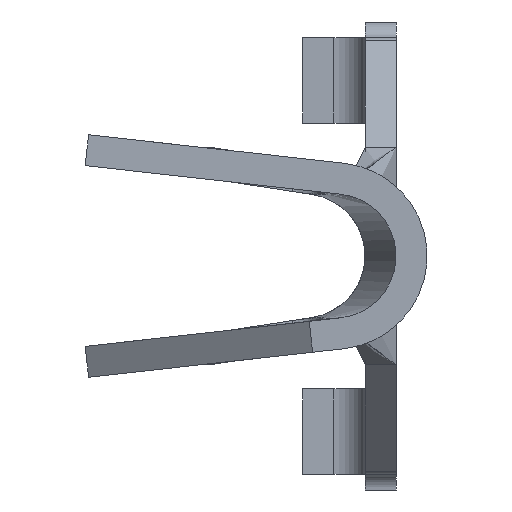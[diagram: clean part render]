
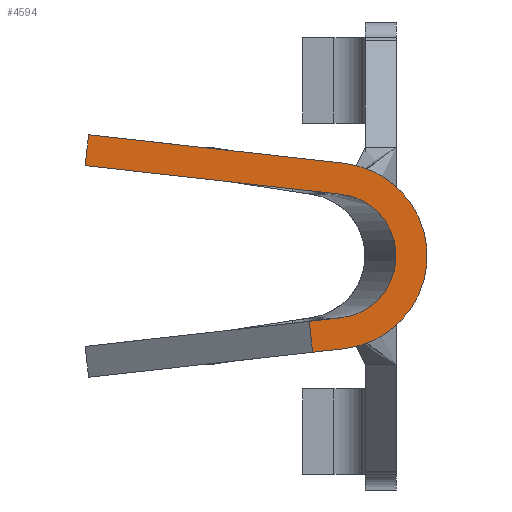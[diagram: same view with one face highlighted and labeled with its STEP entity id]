
A CAD part, left-side view. The second image highlights one B-rep face of the part: STEP entity #4594.
In plain terms, the highlighted planar face has unit normal (-1, 0, 0).
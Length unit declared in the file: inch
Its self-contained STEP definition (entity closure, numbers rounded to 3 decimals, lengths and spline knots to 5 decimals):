
#89 = CARTESIAN_POINT ( 'NONE',  ( -0.467, 0.04, 0. ) ) ;
#126 = CARTESIAN_POINT ( 'NONE',  ( -0.467, 0.0559, -0.04202 ) ) ;
#161 = CARTESIAN_POINT ( 'NONE',  ( -0.467, 0.04, 0. ) ) ;
#198 = DIRECTION ( 'NONE',  ( 0., 0.994, -0.111 ) ) ;
#252 = ORIENTED_EDGE ( 'NONE', *, *, #592, .T. ) ;
#374 = CARTESIAN_POINT ( 'NONE',  ( -0.467, 0.05368, -0.0619 ) ) ;
#436 = CARTESIAN_POINT ( 'NONE',  ( -0.467, 0.2, 0.05812 ) ) ;
#475 = CARTESIAN_POINT ( 'NONE',  ( -0.467, 0.03556, 0.03975 ) ) ;
#513 = ORIENTED_EDGE ( 'NONE', *, *, #1820, .T. ) ;
#592 = EDGE_CURVE ( 'NONE', #1831, #4753, #1104, .T. ) ;
#674 = DIRECTION ( 'NONE',  ( 0., -0.994, 0.111 ) ) ;
#778 = ORIENTED_EDGE ( 'NONE', *, *, #824, .T. ) ;
#824 = EDGE_CURVE ( 'NONE', #3707, #2747, #2114, .T. ) ;
#1060 = CIRCLE ( 'NONE', #1703, 0.06 ) ;
#1104 = LINE ( 'NONE', #2622, #3880 ) ;
#1105 = EDGE_CURVE ( 'NONE', #4753, #3492, #3839, .T. ) ;
#1145 = AXIS2_PLACEMENT_3D ( 'NONE', #161, #1696, #3196 ) ;
#1167 = EDGE_CURVE ( 'NONE', #2747, #4744, #3517, .T. ) ;
#1179 = ORIENTED_EDGE ( 'NONE', *, *, #4559, .T. ) ;
#1180 = CARTESIAN_POINT ( 'NONE',  ( -0.467, 0.04, 0. ) ) ;
#1185 = CARTESIAN_POINT ( 'NONE',  ( -0.467, 0.03556, -0.03975 ) ) ;
#1246 = CARTESIAN_POINT ( 'NONE',  ( -0.467, 0.03334, -0.05963 ) ) ;
#1365 = VECTOR ( 'NONE', #198, 39.37008 ) ;
#1388 = AXIS2_PLACEMENT_3D ( 'NONE', #89, #1618, #3122 ) ;
#1618 = DIRECTION ( 'NONE',  ( 1., 0., 0. ) ) ;
#1655 = DIRECTION ( 'NONE',  ( 0., -0.111, -0.994 ) ) ;
#1696 = DIRECTION ( 'NONE',  ( -1., 0., 0. ) ) ;
#1703 = AXIS2_PLACEMENT_3D ( 'NONE', #1180, #2695, #4182 ) ;
#1762 = CARTESIAN_POINT ( 'NONE',  ( -0.467, 0.2, 0.05812 ) ) ;
#1820 = EDGE_CURVE ( 'NONE', #4744, #4555, #2591, .T. ) ;
#1831 = VERTEX_POINT ( 'NONE', #4471 ) ;
#1987 = DIRECTION ( 'NONE',  ( 0., 0.111, -0.994 ) ) ;
#2030 = DIRECTION ( 'NONE',  ( 0., -0.994, -0.111 ) ) ;
#2083 = FACE_OUTER_BOUND ( 'NONE', #3704, .T. ) ;
#2114 = LINE ( 'NONE', #3588, #1365 ) ;
#2309 = CARTESIAN_POINT ( 'NONE',  ( -0.467, 0.0559, -0.04202 ) ) ;
#2326 = EDGE_CURVE ( 'NONE', #4555, #1831, #1060, .T. ) ;
#2591 = LINE ( 'NONE', #4071, #2803 ) ;
#2622 = CARTESIAN_POINT ( 'NONE',  ( -0.467, 0.03334, 0.05963 ) ) ;
#2624 = ORIENTED_EDGE ( 'NONE', *, *, #1105, .T. ) ;
#2695 = DIRECTION ( 'NONE',  ( -1., 0., 0. ) ) ;
#2747 = VERTEX_POINT ( 'NONE', #2309 ) ;
#2803 = VECTOR ( 'NONE', #674, 39.37008 ) ;
#2900 = CARTESIAN_POINT ( 'NONE',  ( -0.467, 0.03556, 0.03975 ) ) ;
#3041 = CARTESIAN_POINT ( 'NONE',  ( -0.467, 0.19778, 0.078 ) ) ;
#3122 = DIRECTION ( 'NONE',  ( 0., 0., 1. ) ) ;
#3196 = DIRECTION ( 'NONE',  ( 0., 0., 1. ) ) ;
#3231 = ORIENTED_EDGE ( 'NONE', *, *, #2326, .T. ) ;
#3450 = ORIENTED_EDGE ( 'NONE', *, *, #1167, .T. ) ;
#3492 = VERTEX_POINT ( 'NONE', #1762 ) ;
#3500 = VERTEX_POINT ( 'NONE', #2900 ) ;
#3501 = CIRCLE ( 'NONE', #1388, 0.04 ) ;
#3517 = LINE ( 'NONE', #126, #3883 ) ;
#3551 = PLANE ( 'NONE',  #1145 ) ;
#3588 = CARTESIAN_POINT ( 'NONE',  ( -0.467, 0.03556, -0.03975 ) ) ;
#3704 = EDGE_LOOP ( 'NONE', ( #3450, #513, #3231, #252, #2624, #1179, #4614, #778 ) ) ;
#3707 = VERTEX_POINT ( 'NONE', #1185 ) ;
#3839 = LINE ( 'NONE', #436, #4116 ) ;
#3873 = LINE ( 'NONE', #475, #4125 ) ;
#3880 = VECTOR ( 'NONE', #4103, 39.37008 ) ;
#3883 = VECTOR ( 'NONE', #1655, 39.37008 ) ;
#4071 = CARTESIAN_POINT ( 'NONE',  ( -0.467, 0.03334, -0.05963 ) ) ;
#4103 = DIRECTION ( 'NONE',  ( 0., 0.994, 0.111 ) ) ;
#4116 = VECTOR ( 'NONE', #1987, 39.37008 ) ;
#4125 = VECTOR ( 'NONE', #2030, 39.37008 ) ;
#4182 = DIRECTION ( 'NONE',  ( 0., 0., 1. ) ) ;
#4471 = CARTESIAN_POINT ( 'NONE',  ( -0.467, 0.03334, 0.05963 ) ) ;
#4547 = EDGE_CURVE ( 'NONE', #3500, #3707, #3501, .T. ) ;
#4555 = VERTEX_POINT ( 'NONE', #1246 ) ;
#4559 = EDGE_CURVE ( 'NONE', #3492, #3500, #3873, .T. ) ;
#4594 = ADVANCED_FACE ( 'NONE', ( #2083 ), #3551, .T. ) ;
#4614 = ORIENTED_EDGE ( 'NONE', *, *, #4547, .T. ) ;
#4744 = VERTEX_POINT ( 'NONE', #374 ) ;
#4753 = VERTEX_POINT ( 'NONE', #3041 ) ;
